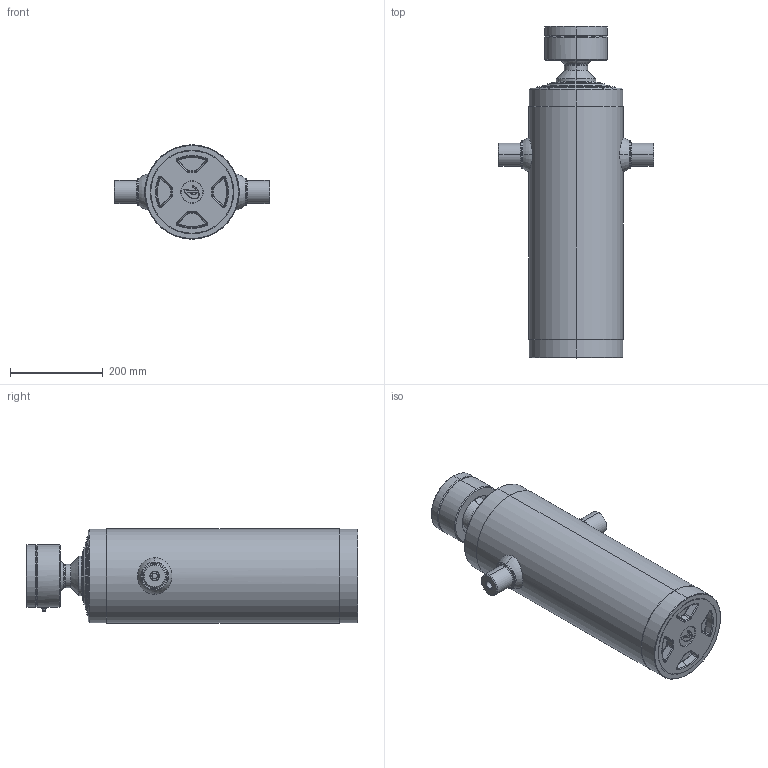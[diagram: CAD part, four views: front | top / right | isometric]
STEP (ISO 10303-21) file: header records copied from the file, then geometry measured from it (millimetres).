
FILE_DESCRIPTION (( 'STEP AP203' ), '1' );
FILE_NAME ('526.IR.STEP', '2014-10-23T07:38:58', ( '' ), ( '' ), 'SwSTEP 2.0', 'SolidWorks 2013', '' );
FILE_SCHEMA (( 'CONFIG_CONTROL_DESIGN' ));
Length unit declared in the file: millimetre
Products named in the file (1): 526.IR
Bounding box: 337 x 717 x 204 mm (x, y, z)
Surface area: 1597776.5 mm2 (no closed solid volume)
Topology: 0 solids, 32 shells, 290 faces, 798 edges, 525 vertices
Faces by surface type: cone 83, cylinder 74, torus 74, plane 53, bspline 4, sphere 2
Entity records: 10782 total; most frequent: CARTESIAN_POINT 3265, DIRECTION 1772, ORIENTED_EDGE 1302, EDGE_CURVE 793, AXIS2_PLACEMENT_3D 746, VERTEX_POINT 522, CIRCLE 459, EDGE_LOOP 314
